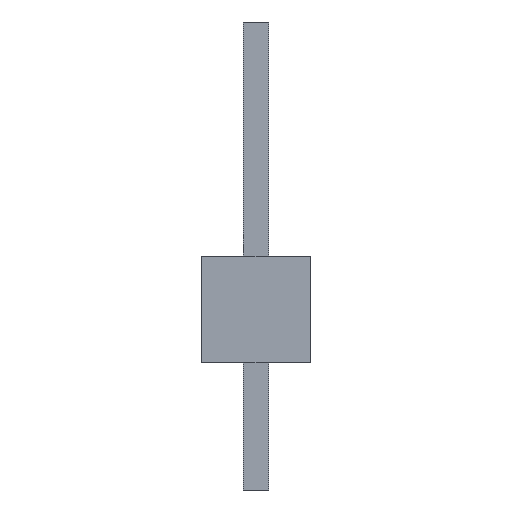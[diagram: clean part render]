
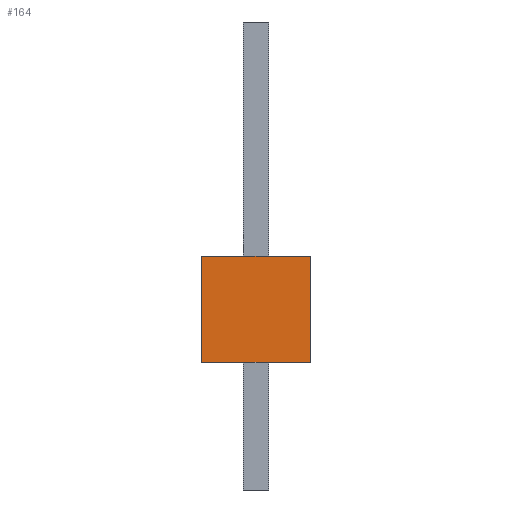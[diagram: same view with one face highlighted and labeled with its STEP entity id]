
A CAD part, front view. The second image highlights one B-rep face of the part: STEP entity #164.
In plain terms, the highlighted planar face has unit normal (0, -1, 0).
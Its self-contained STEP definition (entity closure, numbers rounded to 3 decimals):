
#13=DIRECTION('',(0.,0.,1.));
#14=DIRECTION('',(1.,0.,0.));
#115=EDGE_CURVE('',#116,#118,#120,.T.);
#116=VERTEX_POINT('',#117);
#117=CARTESIAN_POINT('',(-1.27,-1.271,0.));
#118=VERTEX_POINT('',#119);
#119=CARTESIAN_POINT('',(-1.27,-1.271,2.5));
#120=LINE('',#117,#121);
#121=VECTOR('',#13,1.);
#128=DIRECTION('',(0.,1.,0.));
#142=ORIENTED_EDGE('',*,*,#143,.F.);
#143=EDGE_CURVE('',#144,#146,#148,.T.);
#144=VERTEX_POINT('',#145);
#145=CARTESIAN_POINT('',(1.27,-1.271,0.));
#146=VERTEX_POINT('',#147);
#147=CARTESIAN_POINT('',(1.27,-1.271,2.5));
#148=LINE('',#145,#121);
#164=ADVANCED_FACE('',(#165),#175,.F.);
#165=FACE_BOUND('',#166,.F.);
#166=EDGE_LOOP('',(#167,#171,#172,#142));
#167=ORIENTED_EDGE('',*,*,#168,.F.);
#168=EDGE_CURVE('',#116,#144,#169,.T.);
#169=LINE('',#117,#170);
#170=VECTOR('',#14,1.);
#171=ORIENTED_EDGE('',*,*,#115,.T.);
#172=ORIENTED_EDGE('',*,*,#173,.T.);
#173=EDGE_CURVE('',#118,#146,#174,.T.);
#174=LINE('',#119,#170);
#175=PLANE('',#176);
#176=AXIS2_PLACEMENT_3D('',#117,#128,#13);
